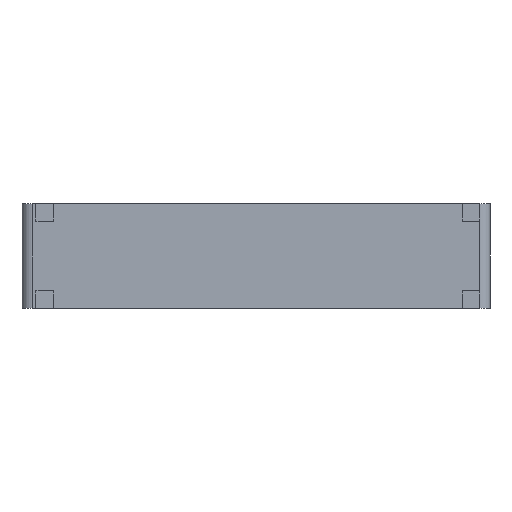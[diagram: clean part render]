
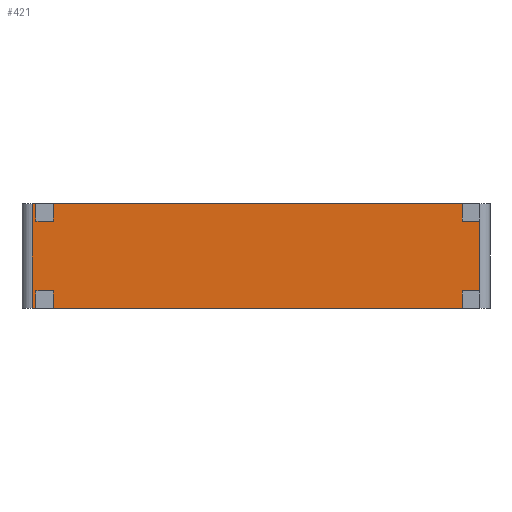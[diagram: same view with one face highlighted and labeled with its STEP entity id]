
A CAD part, front view. The second image highlights one B-rep face of the part: STEP entity #421.
In plain terms, the highlighted planar face has unit normal (0, -1, 0).
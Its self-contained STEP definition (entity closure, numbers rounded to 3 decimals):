
#37=FACE_OUTER_BOUND('',#59,.T.);
#59=EDGE_LOOP('',(#333,#334,#335,#336,#337,#338,#339,#340,#341,#342,#343,
#344,#345,#346,#347,#348));
#65=LINE('',#588,#119);
#72=LINE('',#602,#126);
#76=LINE('',#611,#130);
#80=LINE('',#619,#134);
#83=LINE('',#625,#137);
#87=LINE('',#634,#141);
#95=LINE('',#650,#149);
#98=LINE('',#657,#152);
#102=LINE('',#665,#156);
#105=LINE('',#671,#159);
#109=LINE('',#678,#163);
#110=LINE('',#679,#164);
#111=LINE('',#681,#165);
#112=LINE('',#683,#166);
#113=LINE('',#684,#167);
#114=LINE('',#685,#168);
#119=VECTOR('',#480,10.);
#126=VECTOR('',#491,10.);
#130=VECTOR('',#499,10.);
#134=VECTOR('',#505,10.);
#137=VECTOR('',#510,10.);
#141=VECTOR('',#518,10.);
#149=VECTOR('',#530,10.);
#152=VECTOR('',#537,10.);
#156=VECTOR('',#543,10.);
#159=VECTOR('',#548,10.);
#163=VECTOR('',#556,10.);
#164=VECTOR('',#557,10.);
#165=VECTOR('',#558,10.);
#166=VECTOR('',#559,10.);
#167=VECTOR('',#560,10.);
#168=VECTOR('',#561,10.);
#173=VERTEX_POINT('',#586);
#174=VERTEX_POINT('',#587);
#179=VERTEX_POINT('',#601);
#181=VERTEX_POINT('',#609);
#182=VERTEX_POINT('',#610);
#185=VERTEX_POINT('',#618);
#187=VERTEX_POINT('',#624);
#189=VERTEX_POINT('',#632);
#190=VERTEX_POINT('',#633);
#193=VERTEX_POINT('',#641);
#197=VERTEX_POINT('',#655);
#198=VERTEX_POINT('',#656);
#201=VERTEX_POINT('',#664);
#203=VERTEX_POINT('',#670);
#205=VERTEX_POINT('',#680);
#206=VERTEX_POINT('',#682);
#211=EDGE_CURVE('',#173,#174,#65,.T.);
#218=EDGE_CURVE('',#179,#173,#72,.T.);
#222=EDGE_CURVE('',#181,#182,#76,.T.);
#226=EDGE_CURVE('',#182,#185,#80,.T.);
#229=EDGE_CURVE('',#187,#181,#83,.T.);
#233=EDGE_CURVE('',#189,#190,#87,.T.);
#241=EDGE_CURVE('',#193,#189,#95,.T.);
#244=EDGE_CURVE('',#197,#198,#98,.T.);
#248=EDGE_CURVE('',#198,#201,#102,.T.);
#251=EDGE_CURVE('',#203,#197,#105,.T.);
#255=EDGE_CURVE('',#174,#193,#109,.T.);
#256=EDGE_CURVE('',#187,#190,#110,.T.);
#257=EDGE_CURVE('',#205,#185,#111,.T.);
#258=EDGE_CURVE('',#206,#205,#112,.T.);
#259=EDGE_CURVE('',#203,#206,#113,.T.);
#260=EDGE_CURVE('',#179,#201,#114,.T.);
#333=ORIENTED_EDGE('',*,*,#218,.T.);
#334=ORIENTED_EDGE('',*,*,#211,.T.);
#335=ORIENTED_EDGE('',*,*,#255,.T.);
#336=ORIENTED_EDGE('',*,*,#241,.T.);
#337=ORIENTED_EDGE('',*,*,#233,.T.);
#338=ORIENTED_EDGE('',*,*,#256,.F.);
#339=ORIENTED_EDGE('',*,*,#229,.T.);
#340=ORIENTED_EDGE('',*,*,#222,.T.);
#341=ORIENTED_EDGE('',*,*,#226,.T.);
#342=ORIENTED_EDGE('',*,*,#257,.F.);
#343=ORIENTED_EDGE('',*,*,#258,.F.);
#344=ORIENTED_EDGE('',*,*,#259,.F.);
#345=ORIENTED_EDGE('',*,*,#251,.T.);
#346=ORIENTED_EDGE('',*,*,#244,.T.);
#347=ORIENTED_EDGE('',*,*,#248,.T.);
#348=ORIENTED_EDGE('',*,*,#260,.F.);
#401=PLANE('',#466);
#421=ADVANCED_FACE('',(#37),#401,.F.);
#466=AXIS2_PLACEMENT_3D('',#677,#554,#555);
#480=DIRECTION('',(1.,0.,0.));
#491=DIRECTION('',(0.,0.,1.));
#499=DIRECTION('',(-1.,0.,0.));
#505=DIRECTION('',(0.,0.,1.));
#510=DIRECTION('',(0.,0.,-1.));
#518=DIRECTION('',(0.,0.,1.));
#530=DIRECTION('',(-1.,0.,0.));
#537=DIRECTION('',(1.,0.,0.));
#543=DIRECTION('',(0.,0.,-1.));
#548=DIRECTION('',(0.,0.,1.));
#554=DIRECTION('center_axis',(0.,1.,0.));
#555=DIRECTION('ref_axis',(0.,0.,1.));
#556=DIRECTION('',(0.,0.,1.));
#557=DIRECTION('',(1.,0.,0.));
#558=DIRECTION('',(1.,0.,0.));
#559=DIRECTION('',(0.,0.,1.));
#560=DIRECTION('',(-1.,0.,0.));
#561=DIRECTION('',(-1.,0.,0.));
#586=CARTESIAN_POINT('',(2950.,0.,-500.));
#587=CARTESIAN_POINT('',(3200.,0.,-500.));
#588=CARTESIAN_POINT('',(1600.,0.,-500.));
#601=CARTESIAN_POINT('',(2950.,0.,-750.));
#602=CARTESIAN_POINT('',(2950.,0.,-250.));
#609=CARTESIAN_POINT('',(-2900.,0.,500.));
#610=CARTESIAN_POINT('',(-3150.,0.,500.));
#611=CARTESIAN_POINT('',(-1575.,0.,500.));
#618=CARTESIAN_POINT('',(-3150.,0.,750.));
#619=CARTESIAN_POINT('',(-3150.,0.,375.));
#624=CARTESIAN_POINT('',(-2900.,0.,750.));
#625=CARTESIAN_POINT('',(-2900.,0.,250.));
#632=CARTESIAN_POINT('',(2950.,0.,500.));
#633=CARTESIAN_POINT('',(2950.,0.,750.));
#634=CARTESIAN_POINT('',(2950.,0.,375.));
#641=CARTESIAN_POINT('',(3200.,0.,500.));
#650=CARTESIAN_POINT('',(1475.,0.,500.));
#655=CARTESIAN_POINT('',(-3150.,0.,-500.));
#656=CARTESIAN_POINT('',(-2900.,0.,-500.));
#657=CARTESIAN_POINT('',(-1450.,0.,-500.));
#664=CARTESIAN_POINT('',(-2900.,0.,-750.));
#665=CARTESIAN_POINT('',(-2900.,0.,-375.));
#670=CARTESIAN_POINT('',(-3150.,0.,-750.));
#671=CARTESIAN_POINT('',(-3150.,0.,-250.));
#677=CARTESIAN_POINT('Origin',(0.,0.,0.));
#678=CARTESIAN_POINT('',(3200.,0.,750.));
#679=CARTESIAN_POINT('',(-3350.,0.,750.));
#680=CARTESIAN_POINT('',(-3200.,0.,750.));
#681=CARTESIAN_POINT('',(-3350.,0.,750.));
#682=CARTESIAN_POINT('',(-3200.,0.,-750.));
#683=CARTESIAN_POINT('',(-3200.,0.,750.));
#684=CARTESIAN_POINT('',(3350.,0.,-750.));
#685=CARTESIAN_POINT('',(3350.,0.,-750.));
